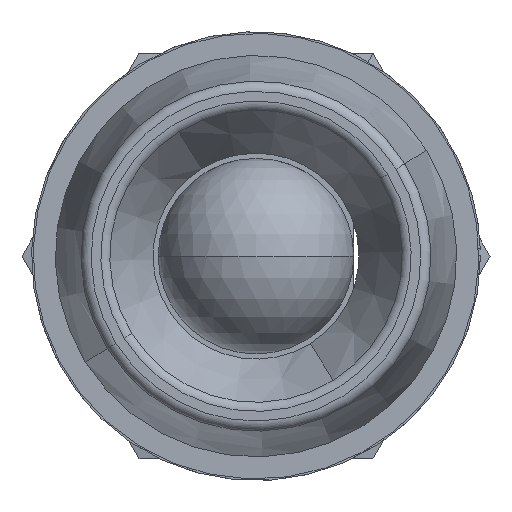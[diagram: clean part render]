
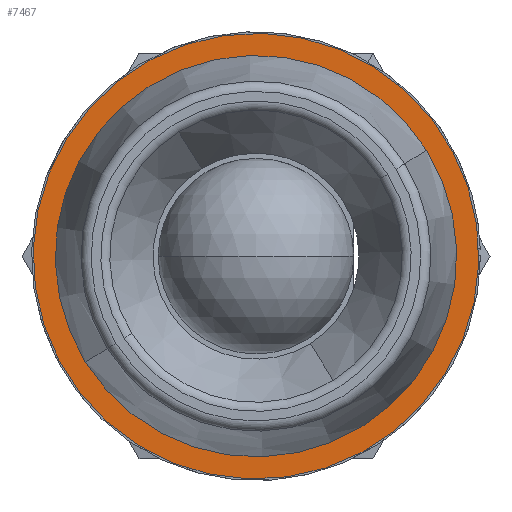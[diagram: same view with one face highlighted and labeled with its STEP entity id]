
A CAD part, left-side view. The second image highlights one B-rep face of the part: STEP entity #7467.
In plain terms, the highlighted face is planar.
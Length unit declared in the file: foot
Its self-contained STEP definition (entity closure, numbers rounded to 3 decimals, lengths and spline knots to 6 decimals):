
#328 = DIRECTION ( 'NONE',  ( 0., 0., 1. ) ) ;
#541 = EDGE_CURVE ( 'NONE', #5145, #6069, #2303, .T. ) ;
#1132 = CARTESIAN_POINT ( 'NONE',  ( -0.012542, 0., 0. ) ) ;
#1181 = DIRECTION ( 'NONE',  ( 0., 0., 1. ) ) ;
#1353 = CIRCLE ( 'NONE', #6483, 0.012542 ) ;
#2021 = FACE_BOUND ( 'NONE', #4807, .T. ) ;
#2220 = DIRECTION ( 'NONE',  ( 1., 0., 0. ) ) ;
#2303 = CIRCLE ( 'NONE', #4193, 0.018042 ) ;
#2519 = DIRECTION ( 'NONE',  ( 0., 0., 1. ) ) ;
#2586 = CARTESIAN_POINT ( 'NONE',  ( 0., 0., 0. ) ) ;
#2689 = CIRCLE ( 'NONE', #4152, 0.018042 ) ;
#2946 = PLANE ( 'NONE',  #2994 ) ;
#2994 = AXIS2_PLACEMENT_3D ( 'NONE', #3653, #8531, #4348 ) ;
#3008 = CARTESIAN_POINT ( 'NONE',  ( 0., 0., 0. ) ) ;
#3141 = EDGE_CURVE ( 'NONE', #6069, #5145, #2689, .T. ) ;
#3289 = EDGE_CURVE ( 'NONE', #4399, #6802, #1353, .T. ) ;
#3579 = ORIENTED_EDGE ( 'NONE', *, *, #3141, .F. ) ;
#3653 = CARTESIAN_POINT ( 'NONE',  ( 0., 0., 0. ) ) ;
#3713 = DIRECTION ( 'NONE',  ( 1., 0., 0. ) ) ;
#4152 = AXIS2_PLACEMENT_3D ( 'NONE', #4542, #328, #5224 ) ;
#4193 = AXIS2_PLACEMENT_3D ( 'NONE', #2586, #2519, #2220 ) ;
#4348 = DIRECTION ( 'NONE',  ( 1., 0., 0. ) ) ;
#4399 = VERTEX_POINT ( 'NONE', #9000 ) ;
#4421 = ORIENTED_EDGE ( 'NONE', *, *, #8899, .T. ) ;
#4542 = CARTESIAN_POINT ( 'NONE',  ( 0., 0., 0. ) ) ;
#4798 = CARTESIAN_POINT ( 'NONE',  ( -0.018042, 0., 0. ) ) ;
#4807 = EDGE_LOOP ( 'NONE', ( #4421, #5908 ) ) ;
#5145 = VERTEX_POINT ( 'NONE', #4798 ) ;
#5224 = DIRECTION ( 'NONE',  ( 1., 0., 0. ) ) ;
#5382 = CARTESIAN_POINT ( 'NONE',  ( 0., 0., 0. ) ) ;
#5720 = CIRCLE ( 'NONE', #6795, 0.012542 ) ;
#5906 = ORIENTED_EDGE ( 'NONE', *, *, #541, .F. ) ;
#5908 = ORIENTED_EDGE ( 'NONE', *, *, #3289, .T. ) ;
#6036 = CARTESIAN_POINT ( 'NONE',  ( 0.018042, 0., 0. ) ) ;
#6069 = VERTEX_POINT ( 'NONE', #6036 ) ;
#6087 = DIRECTION ( 'NONE',  ( 1., 0., 0. ) ) ;
#6483 = AXIS2_PLACEMENT_3D ( 'NONE', #5382, #1181, #6087 ) ;
#6496 = FACE_OUTER_BOUND ( 'NONE', #8700, .T. ) ;
#6795 = AXIS2_PLACEMENT_3D ( 'NONE', #3008, #7891, #3713 ) ;
#6802 = VERTEX_POINT ( 'NONE', #1132 ) ;
#7467 = ADVANCED_FACE ( 'NONE', ( #6496, #2021 ), #2946, .F. ) ;
#7891 = DIRECTION ( 'NONE',  ( 0., 0., 1. ) ) ;
#8531 = DIRECTION ( 'NONE',  ( 0., 0., 1. ) ) ;
#8700 = EDGE_LOOP ( 'NONE', ( #5906, #3579 ) ) ;
#8899 = EDGE_CURVE ( 'NONE', #6802, #4399, #5720, .T. ) ;
#9000 = CARTESIAN_POINT ( 'NONE',  ( 0.012542, 0., 0. ) ) ;
